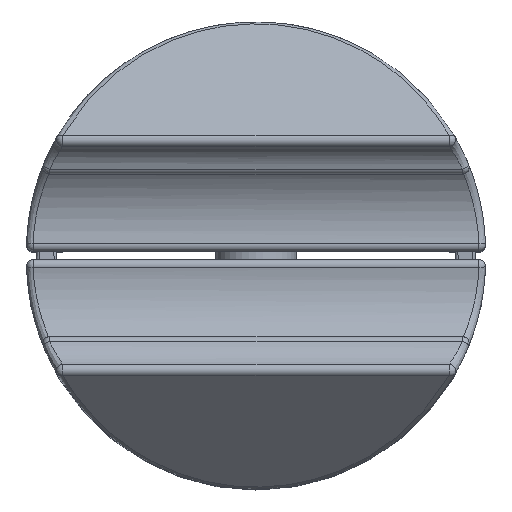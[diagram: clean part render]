
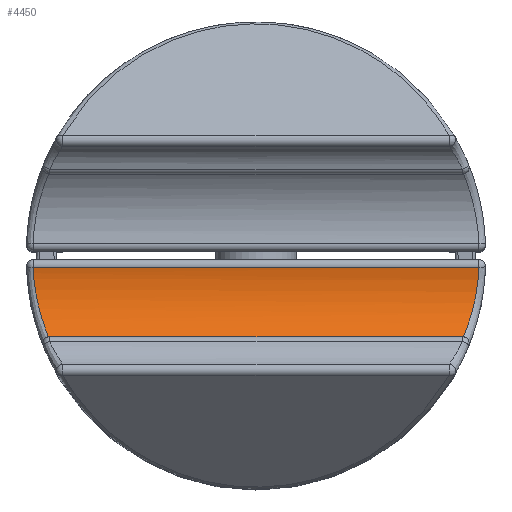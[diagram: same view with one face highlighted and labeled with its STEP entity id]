
A CAD part, top view. The second image highlights one B-rep face of the part: STEP entity #4450.
In plain terms, the highlighted cylindrical face has radius 6.226 mm (diameter 12.452 mm), a partial arc.
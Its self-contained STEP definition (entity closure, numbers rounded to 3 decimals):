
#640=FACE_OUTER_BOUND('',#960,.T.);
#960=EDGE_LOOP('',(#3054,#3055,#3056,#3057));
#1263=B_SPLINE_CURVE_WITH_KNOTS('',3,(#7089,#7090,#7091,#7092,#7093),
 .UNSPECIFIED.,.F.,.F.,(4,1,4),(0.,0.281,0.655),
 .UNSPECIFIED.);
#1266=B_SPLINE_CURVE_WITH_KNOTS('',3,(#7200,#7201,#7202,#7203,#7204),
 .UNSPECIFIED.,.F.,.F.,(4,1,4),(0.566,0.847,1.221),
 .UNSPECIFIED.);
#1370=LINE('',#7168,#1597);
#1375=LINE('',#7322,#1602);
#1597=VECTOR('',#5508,10.);
#1602=VECTOR('',#5527,10.);
#1840=VERTEX_POINT('',#7010);
#1844=VERTEX_POINT('',#7087);
#1848=VERTEX_POINT('',#7133);
#1849=VERTEX_POINT('',#7199);
#2248=EDGE_CURVE('',#1844,#1840,#1263,.T.);
#2256=EDGE_CURVE('',#1840,#1848,#1370,.T.);
#2257=EDGE_CURVE('',#1848,#1849,#1266,.T.);
#2271=EDGE_CURVE('',#1849,#1844,#1375,.T.);
#3054=ORIENTED_EDGE('',*,*,#2248,.F.);
#3055=ORIENTED_EDGE('',*,*,#2271,.F.);
#3056=ORIENTED_EDGE('',*,*,#2257,.F.);
#3057=ORIENTED_EDGE('',*,*,#2256,.F.);
#4318=CYLINDRICAL_SURFACE('',#4890,6.226);
#4450=ADVANCED_FACE('',(#640),#4318,.F.);
#4890=AXIS2_PLACEMENT_3D('',#7468,#5604,#5605);
#5508=DIRECTION('',(-1.,0.,0.));
#5527=DIRECTION('',(1.,0.,0.));
#5604=DIRECTION('center_axis',(1.,0.,0.));
#5605=DIRECTION('ref_axis',(0.,-0.74,-0.673));
#7010=CARTESIAN_POINT('',(15.209,-6.05,-3.086));
#7087=CARTESIAN_POINT('',(16.492,-0.591,-4.739));
#7089=CARTESIAN_POINT('Ctrl Pts',(16.492,-0.591,-4.739));
#7090=CARTESIAN_POINT('Ctrl Pts',(16.465,-1.442,-4.895));
#7091=CARTESIAN_POINT('Ctrl Pts',(16.206,-3.5,-4.833));
#7092=CARTESIAN_POINT('Ctrl Pts',(15.57,-5.256,-3.856));
#7093=CARTESIAN_POINT('Ctrl Pts',(15.209,-6.05,-3.086));
#7133=CARTESIAN_POINT('',(-15.209,-6.05,-3.086));
#7168=CARTESIAN_POINT('',(0.,-6.05,-3.086));
#7199=CARTESIAN_POINT('',(-16.492,-0.591,-4.739));
#7200=CARTESIAN_POINT('Ctrl Pts',(-15.209,-6.05,-3.086));
#7201=CARTESIAN_POINT('Ctrl Pts',(-15.48,-5.455,-3.664));
#7202=CARTESIAN_POINT('Ctrl Pts',(-16.121,-3.797,-4.736));
#7203=CARTESIAN_POINT('Ctrl Pts',(-16.455,-1.726,-4.948));
#7204=CARTESIAN_POINT('Ctrl Pts',(-16.492,-0.591,
-4.739));
#7322=CARTESIAN_POINT('',(0.,-0.591,-4.739));
#7468=CARTESIAN_POINT('Origin',(0.,-1.717,1.384));
